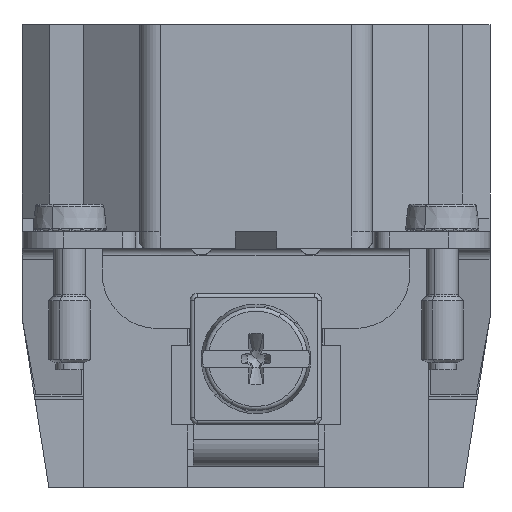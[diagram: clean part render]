
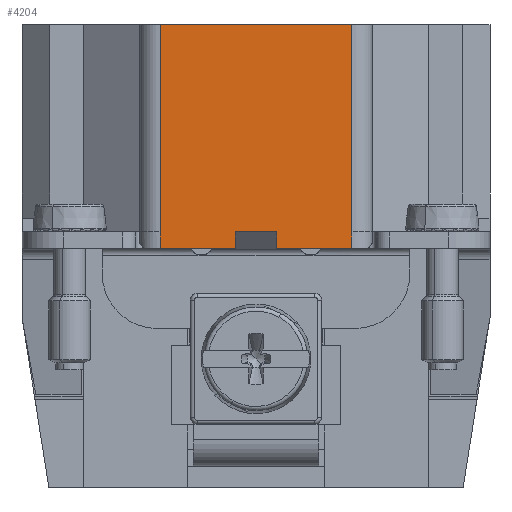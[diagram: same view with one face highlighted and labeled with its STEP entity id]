
A CAD part, front view. The second image highlights one B-rep face of the part: STEP entity #4204.
In plain terms, the highlighted planar face has unit normal (0, -1, 0).
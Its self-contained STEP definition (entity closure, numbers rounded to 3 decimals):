
#4171=AXIS2_PLACEMENT_3D('Plane Axis2P3D',#4168,#4169,#4170) ;
#2847=CARTESIAN_POINT('Vertex',(10.,0.3,33.5)) ;
#2850=CARTESIAN_POINT('Line Origine',(16.95,0.3,33.5)) ;
#2854=CARTESIAN_POINT('Vertex',(23.9,0.3,33.5)) ;
#3678=CARTESIAN_POINT('Vertex',(18.45,0.3,17.3)) ;
#3681=CARTESIAN_POINT('Line Origine',(18.45,0.3,17.9)) ;
#3685=CARTESIAN_POINT('Vertex',(18.45,0.3,18.5)) ;
#3713=CARTESIAN_POINT('Line Origine',(16.95,0.3,18.5)) ;
#3717=CARTESIAN_POINT('Vertex',(15.45,0.3,18.5)) ;
#3758=CARTESIAN_POINT('Line Origine',(15.45,0.3,17.9)) ;
#3762=CARTESIAN_POINT('Vertex',(15.45,0.3,17.3)) ;
#4005=CARTESIAN_POINT('Line Origine',(12.725,0.3,17.3)) ;
#4009=CARTESIAN_POINT('Vertex',(10.,0.3,17.3)) ;
#4083=CARTESIAN_POINT('Vertex',(10.,0.3,18.5)) ;
#4091=CARTESIAN_POINT('Line Origine',(10.,0.3,25.4)) ;
#4156=CARTESIAN_POINT('Line Origine',(10.,0.3,25.4)) ;
#4168=CARTESIAN_POINT('Axis2P3D Location',(16.95,0.3,33.5)) ;
#4173=CARTESIAN_POINT('Line Origine',(23.9,0.3,26.)) ;
#4177=CARTESIAN_POINT('Vertex',(23.9,0.3,18.5)) ;
#4180=CARTESIAN_POINT('Line Origine',(21.175,0.3,17.3)) ;
#4184=CARTESIAN_POINT('Vertex',(23.9,0.3,17.3)) ;
#4187=CARTESIAN_POINT('Line Origine',(23.9,0.3,17.9)) ;
#2851=DIRECTION('Vector Direction',(-1.,0.,0.)) ;
#3682=DIRECTION('Vector Direction',(0.,0.,1.)) ;
#3714=DIRECTION('Vector Direction',(1.,0.,0.)) ;
#3759=DIRECTION('Vector Direction',(0.,0.,1.)) ;
#4006=DIRECTION('Vector Direction',(-1.,0.,0.)) ;
#4092=DIRECTION('Vector Direction',(0.,0.,1.)) ;
#4157=DIRECTION('Vector Direction',(0.,0.,1.)) ;
#4169=DIRECTION('Axis2P3D Direction',(0.,1.,0.)) ;
#4170=DIRECTION('Axis2P3D XDirection',(0.,0.,-1.)) ;
#4174=DIRECTION('Vector Direction',(0.,0.,1.)) ;
#4181=DIRECTION('Vector Direction',(-1.,0.,0.)) ;
#4188=DIRECTION('Vector Direction',(0.,0.,1.)) ;
#2852=VECTOR('Line Direction',#2851,1.) ;
#3683=VECTOR('Line Direction',#3682,1.) ;
#3715=VECTOR('Line Direction',#3714,1.) ;
#3760=VECTOR('Line Direction',#3759,1.) ;
#4007=VECTOR('Line Direction',#4006,1.) ;
#4093=VECTOR('Line Direction',#4092,1.) ;
#4158=VECTOR('Line Direction',#4157,1.) ;
#4175=VECTOR('Line Direction',#4174,1.) ;
#4182=VECTOR('Line Direction',#4181,1.) ;
#4189=VECTOR('Line Direction',#4188,1.) ;
#4193=ORIENTED_EDGE('',*,*,#4179,.T.) ;
#4194=ORIENTED_EDGE('',*,*,#2856,.T.) ;
#4195=ORIENTED_EDGE('',*,*,#4160,.F.) ;
#4196=ORIENTED_EDGE('',*,*,#4095,.F.) ;
#4197=ORIENTED_EDGE('',*,*,#4011,.F.) ;
#4198=ORIENTED_EDGE('',*,*,#3764,.T.) ;
#4199=ORIENTED_EDGE('',*,*,#3719,.T.) ;
#4200=ORIENTED_EDGE('',*,*,#3687,.F.) ;
#4201=ORIENTED_EDGE('',*,*,#4186,.F.) ;
#4202=ORIENTED_EDGE('',*,*,#4191,.T.) ;
#4204=ADVANCED_FACE('Hauptk\X2\00F6\X0\rper',(#4203),#4172,.F.) ;
#2856=EDGE_CURVE('',#2855,#2848,#2853,.T.) ;
#3687=EDGE_CURVE('',#3679,#3686,#3684,.T.) ;
#3719=EDGE_CURVE('',#3718,#3686,#3716,.T.) ;
#3764=EDGE_CURVE('',#3763,#3718,#3761,.T.) ;
#4011=EDGE_CURVE('',#3763,#4010,#4008,.T.) ;
#4095=EDGE_CURVE('',#4010,#4084,#4094,.T.) ;
#4160=EDGE_CURVE('',#4084,#2848,#4159,.T.) ;
#4179=EDGE_CURVE('',#4178,#2855,#4176,.T.) ;
#4186=EDGE_CURVE('',#4185,#3679,#4183,.T.) ;
#4191=EDGE_CURVE('',#4185,#4178,#4190,.T.) ;
#4192=EDGE_LOOP('',(#4193,#4194,#4195,#4196,#4197,#4198,#4199,#4200,#4201,#4202)) ;
#4203=FACE_OUTER_BOUND('',#4192,.T.) ;
#2853=LINE('Line',#2850,#2852) ;
#3684=LINE('Line',#3681,#3683) ;
#3716=LINE('Line',#3713,#3715) ;
#3761=LINE('Line',#3758,#3760) ;
#4008=LINE('Line',#4005,#4007) ;
#4094=LINE('Line',#4091,#4093) ;
#4159=LINE('Line',#4156,#4158) ;
#4176=LINE('Line',#4173,#4175) ;
#4183=LINE('Line',#4180,#4182) ;
#4190=LINE('Line',#4187,#4189) ;
#4172=PLANE('',#4171) ;
#2848=VERTEX_POINT('',#2847) ;
#2855=VERTEX_POINT('',#2854) ;
#3679=VERTEX_POINT('',#3678) ;
#3686=VERTEX_POINT('',#3685) ;
#3718=VERTEX_POINT('',#3717) ;
#3763=VERTEX_POINT('',#3762) ;
#4010=VERTEX_POINT('',#4009) ;
#4084=VERTEX_POINT('',#4083) ;
#4178=VERTEX_POINT('',#4177) ;
#4185=VERTEX_POINT('',#4184) ;
